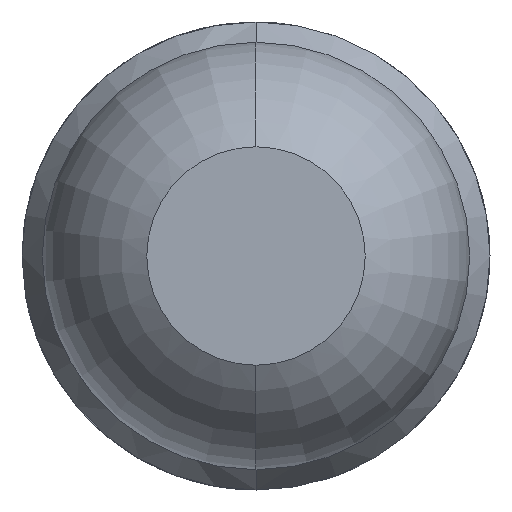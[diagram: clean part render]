
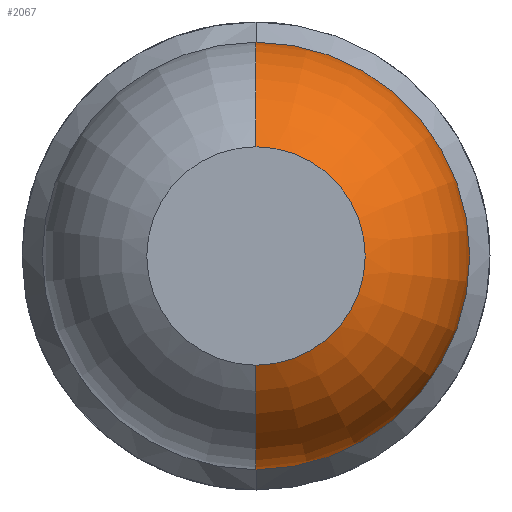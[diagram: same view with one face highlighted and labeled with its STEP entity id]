
A CAD part, front view. The second image highlights one B-rep face of the part: STEP entity #2067.
In plain terms, the highlighted toroidal (fillet/blend) face has major radius 0.035 mm and minor radius 0.65 mm.
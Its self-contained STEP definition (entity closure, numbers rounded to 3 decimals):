
#16 = CIRCLE ( 'NONE', #3607, 0.65 ) ;
#60 = CARTESIAN_POINT ( 'NONE',  ( 0., -24.431, 0. ) ) ;
#83 = VERTEX_POINT ( 'NONE', #3875 ) ;
#289 = CARTESIAN_POINT ( 'NONE',  ( 0., -24.431, 0. ) ) ;
#427 = DIRECTION ( 'NONE',  ( 0., -1., 0. ) ) ;
#583 = DIRECTION ( 'NONE',  ( 0., -1., 0. ) ) ;
#701 = DIRECTION ( 'NONE',  ( 0., 0., -1. ) ) ;
#931 = CARTESIAN_POINT ( 'NONE',  ( 0., -25., 0. ) ) ;
#942 = CARTESIAN_POINT ( 'NONE',  ( 0., -24.431, 0.685 ) ) ;
#1006 = DIRECTION ( 'NONE',  ( 1., 0., 0. ) ) ;
#1009 = AXIS2_PLACEMENT_3D ( 'NONE', #60, #427, #3468 ) ;
#1043 = AXIS2_PLACEMENT_3D ( 'NONE', #289, #1678, #2682 ) ;
#1048 = ORIENTED_EDGE ( 'NONE', *, *, #3063, .F. ) ;
#1074 = CIRCLE ( 'NONE', #1525, 0.65 ) ;
#1246 = EDGE_CURVE ( 'NONE', #83, #2514, #1074, .T. ) ;
#1247 = ORIENTED_EDGE ( 'NONE', *, *, #3351, .T. ) ;
#1393 = CIRCLE ( 'NONE', #1009, 0.685 ) ;
#1465 = VERTEX_POINT ( 'NONE', #942 ) ;
#1515 = CARTESIAN_POINT ( 'NONE',  ( 0., -25., -0.35 ) ) ;
#1525 = AXIS2_PLACEMENT_3D ( 'NONE', #3791, #3141, #2087 ) ;
#1642 = ORIENTED_EDGE ( 'NONE', *, *, #1246, .F. ) ;
#1657 = DIRECTION ( 'NONE',  ( 0., 0., -1. ) ) ;
#1678 = DIRECTION ( 'NONE',  ( 0., -1., 0. ) ) ;
#1731 = CARTESIAN_POINT ( 'NONE',  ( 0., -24.431, 0.035 ) ) ;
#1736 = CARTESIAN_POINT ( 'NONE',  ( 0., -25., 0.35 ) ) ;
#1889 = VERTEX_POINT ( 'NONE', #1736 ) ;
#1915 = TOROIDAL_SURFACE ( 'NONE', #1043, 0.035, 0.65 ) ;
#2067 = ADVANCED_FACE ( 'Defeature ausgef�hrt2_2', ( #2224 ), #1915, .T. ) ;
#2087 = DIRECTION ( 'NONE',  ( 0., 0., 1. ) ) ;
#2224 = FACE_OUTER_BOUND ( 'NONE', #4318, .T. ) ;
#2514 = VERTEX_POINT ( 'NONE', #1515 ) ;
#2682 = DIRECTION ( 'NONE',  ( 0., 0., -1. ) ) ;
#3063 = EDGE_CURVE ( 'Defeature ausgef�hrt2_14+Defeature ausgef�hrt2_2+Defeature ausgef�hrt2_2+Defeature ausgef�hrt2_2', #2514, #1889, #3294, .T. ) ;
#3141 = DIRECTION ( 'NONE',  ( -1., 0., 0. ) ) ;
#3289 = AXIS2_PLACEMENT_3D ( 'NONE', #931, #583, #1657 ) ;
#3294 = CIRCLE ( 'NONE', #3289, 0.35 ) ;
#3351 = EDGE_CURVE ( 'Defeature ausgef�hrt2_2+Defeature ausgef�hrt2_1+Defeature ausgef�hrt2_1+Defeature ausgef�hrt2_1', #83, #1465, #1393, .T. ) ;
#3468 = DIRECTION ( 'NONE',  ( 0., 0., -1. ) ) ;
#3607 = AXIS2_PLACEMENT_3D ( 'NONE', #1731, #1006, #701 ) ;
#3673 = EDGE_CURVE ( 'NONE', #1465, #1889, #16, .T. ) ;
#3782 = ORIENTED_EDGE ( 'NONE', *, *, #3673, .T. ) ;
#3791 = CARTESIAN_POINT ( 'NONE',  ( 0., -24.431, -0.035 ) ) ;
#3875 = CARTESIAN_POINT ( 'NONE',  ( 0., -24.431, -0.685 ) ) ;
#4318 = EDGE_LOOP ( 'NONE', ( #1247, #3782, #1048, #1642 ) ) ;
